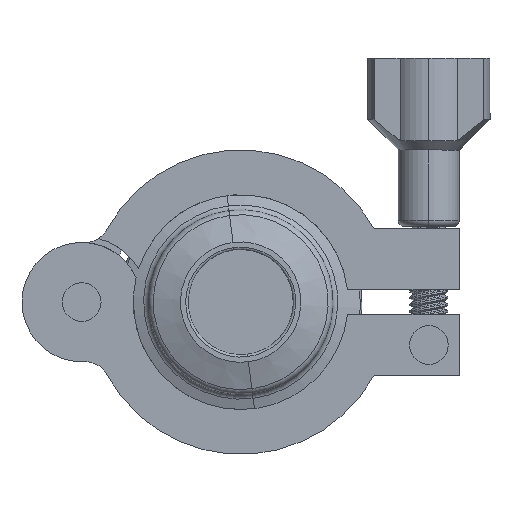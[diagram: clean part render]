
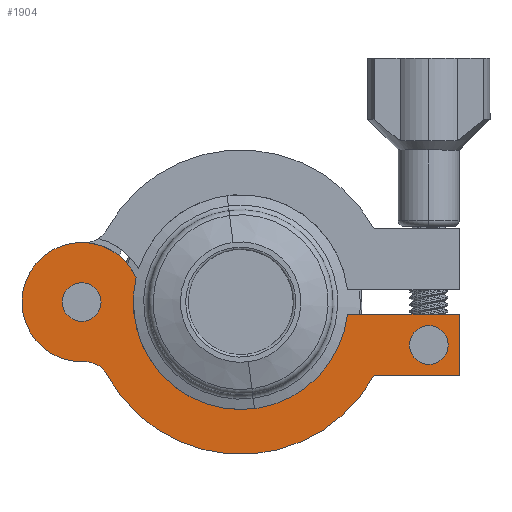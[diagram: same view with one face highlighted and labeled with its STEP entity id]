
A CAD part, front view. The second image highlights one B-rep face of the part: STEP entity #1904.
In plain terms, the highlighted planar face has unit normal (0, -1, 0).
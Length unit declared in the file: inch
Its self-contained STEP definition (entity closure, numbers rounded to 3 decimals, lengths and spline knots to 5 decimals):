
#23 = CARTESIAN_POINT ( 'NONE',  ( 1.5375, 0.19889, -0.50833 ) ) ;
#52 = VERTEX_POINT ( 'NONE', #4874 ) ;
#185 = VERTEX_POINT ( 'NONE', #8282 ) ;
#238 = CARTESIAN_POINT ( 'NONE',  ( 1.08974, 0.19889, -0.6 ) ) ;
#290 = DIRECTION ( 'NONE',  ( 1., 0., 0. ) ) ;
#309 = VERTEX_POINT ( 'NONE', #3317 ) ;
#314 = ORIENTED_EDGE ( 'NONE', *, *, #3125, .T. ) ;
#317 = VERTEX_POINT ( 'NONE', #23 ) ;
#331 = EDGE_CURVE ( 'Defeatured_0_24+Defeatured_0_20+Defeatured_0_23+Defeatured_0_17', #7403, #9610, #3647, .T. ) ;
#334 = DIRECTION ( 'NONE',  ( 1., 0., 0. ) ) ;
#342 = CARTESIAN_POINT ( 'NONE',  ( -1.29976, 0.19889, 0. ) ) ;
#491 = CARTESIAN_POINT ( 'NONE',  ( -1.29976, 0.19889, 0. ) ) ;
#493 = DIRECTION ( 'NONE',  ( -1., 0., 0. ) ) ;
#506 = FACE_BOUND ( 'NONE', #3094, .T. ) ;
#640 = DIRECTION ( 'NONE',  ( 0., 1., 0. ) ) ;
#720 = CARTESIAN_POINT ( 'NONE',  ( -1.29976, 0.19889, -0.15814 ) ) ;
#786 = DIRECTION ( 'NONE',  ( 0., 1., 0. ) ) ;
#880 = VECTOR ( 'NONE', #3146, 39.37008 ) ;
#1172 = PLANE ( 'NONE',  #5638 ) ;
#1180 = CIRCLE ( 'NONE', #6865, 0.2 ) ;
#1453 = EDGE_CURVE ( 'Defeatured_0_24+Defeatured_0_7+Defeatured_0_7+Defeatured_0_7', #8502, #185, #7352, .T. ) ;
#1670 = DIRECTION ( 'NONE',  ( 1., 0., 0. ) ) ;
#1904 = ADVANCED_FACE ( 'Defeatured_0_24', ( #506, #10088, #8348 ), #1172, .T. ) ;
#1977 = CARTESIAN_POINT ( 'NONE',  ( -1.09415, 0.19889, -0.59193 ) ) ;
#2038 = ORIENTED_EDGE ( 'NONE', *, *, #331, .T. ) ;
#2070 = DIRECTION ( 'NONE',  ( 0., 0., -1. ) ) ;
#2216 = DIRECTION ( 'NONE',  ( 0., 0., -1. ) ) ;
#2281 = CARTESIAN_POINT ( 'NONE',  ( -0.01073, 0.19889, -0.6 ) ) ;
#2314 = DIRECTION ( 'NONE',  ( 0., 1., 0. ) ) ;
#2476 = CARTESIAN_POINT ( 'NONE',  ( -1.27005, 0.19889, -0.6871 ) ) ;
#2540 = ORIENTED_EDGE ( 'NONE', *, *, #8343, .T. ) ;
#2773 = CIRCLE ( 'NONE', #3065, 0.878 ) ;
#2797 = VECTOR ( 'NONE', #3007, 39.37008 ) ;
#2854 = AXIS2_PLACEMENT_3D ( 'NONE', #3578, #6750, #290 ) ;
#3000 = VERTEX_POINT ( 'NONE', #6029 ) ;
#3007 = DIRECTION ( 'NONE',  ( 0., 0., 1. ) ) ;
#3015 = CARTESIAN_POINT ( 'NONE',  ( -0.85492, 0.19889, 0.2 ) ) ;
#3025 = CARTESIAN_POINT ( 'NONE',  ( 1.7875, 0.19889, -0.1 ) ) ;
#3042 = CARTESIAN_POINT ( 'NONE',  ( -1.29976, 0.19889, -0.48774 ) ) ;
#3065 = AXIS2_PLACEMENT_3D ( 'NONE', #7210, #786, #9629 ) ;
#3068 = VERTEX_POINT ( 'NONE', #3015 ) ;
#3094 = EDGE_LOOP ( 'NONE', ( #3542, #6364 ) ) ;
#3125 = EDGE_CURVE ( 'Defeatured_0_24+Defeatured_0_9+Defeatured_0_17+Defeatured_0_18', #6009, #52, #7098, .T. ) ;
#3146 = DIRECTION ( 'NONE',  ( 1., 0., 0. ) ) ;
#3317 = CARTESIAN_POINT ( 'NONE',  ( -1.29976, 0.19889, 0.48774 ) ) ;
#3386 = EDGE_CURVE ( 'Defeatured_0_24+Defeatured_0_17+Defeatured_0_20+Defeatured_0_9', #5323, #3068, #2773, .T. ) ;
#3514 = AXIS2_PLACEMENT_3D ( 'NONE', #4865, #5597, #8804 ) ;
#3542 = ORIENTED_EDGE ( 'NONE', *, *, #5137, .T. ) ;
#3578 = CARTESIAN_POINT ( 'NONE',  ( 0., 0.19889, 0. ) ) ;
#3596 = AXIS2_PLACEMENT_3D ( 'NONE', #5372, #8604, #4506 ) ;
#3604 = CARTESIAN_POINT ( 'NONE',  ( 1.5375, 0.19889, -0.35 ) ) ;
#3647 = LINE ( 'NONE', #5261, #6249 ) ;
#3761 = DIRECTION ( 'NONE',  ( 0., -1., 0. ) ) ;
#3807 = AXIS2_PLACEMENT_3D ( 'NONE', #9474, #640, #7025 ) ;
#3979 = EDGE_CURVE ( 'Defeatured_0_24+Defeatured_0_22+Defeatured_0_19+Defeatured_0_23', #6878, #10276, #7967, .T. ) ;
#3995 = EDGE_CURVE ( 'Defeatured_0_24+Defeatured_0_17+Defeatured_0_20+Defeatured_0_9', #9610, #5323, #9105, .T. ) ;
#4273 = ORIENTED_EDGE ( 'NONE', *, *, #9727, .T. ) ;
#4333 = ORIENTED_EDGE ( 'NONE', *, *, #5712, .T. ) ;
#4339 = EDGE_CURVE ( 'Defeatured_0_24+Defeatured_0_9+Defeatured_0_17+Defeatured_0_18', #3068, #309, #10083, .T. ) ;
#4487 = CARTESIAN_POINT ( 'NONE',  ( 1.7875, 0.19889, -0.6 ) ) ;
#4506 = DIRECTION ( 'NONE',  ( -1., 0., 0. ) ) ;
#4521 = CARTESIAN_POINT ( 'NONE',  ( -1.29976, 0.19889, 0. ) ) ;
#4677 = CARTESIAN_POINT ( 'NONE',  ( 1.7875, 0.19889, -0.37813 ) ) ;
#4752 = ORIENTED_EDGE ( 'NONE', *, *, #3995, .T. ) ;
#4863 = AXIS2_PLACEMENT_3D ( 'NONE', #342, #8251, #9173 ) ;
#4865 = CARTESIAN_POINT ( 'NONE',  ( -1.29976, 0.19889, 0. ) ) ;
#4874 = CARTESIAN_POINT ( 'NONE',  ( -1.27869, 0.19889, -0.48728 ) ) ;
#5099 = CIRCLE ( 'NONE', #3807, 0.15833 ) ;
#5137 = EDGE_CURVE ( 'Defeatured_0_24+Defeatured_0_2+Defeatured_0_2+Defeatured_0_2', #317, #3000, #5099, .T. ) ;
#5261 = CARTESIAN_POINT ( 'NONE',  ( -0.01073, 0.19889, -0.1 ) ) ;
#5281 = EDGE_LOOP ( 'NONE', ( #8890, #9861 ) ) ;
#5295 = CIRCLE ( 'NONE', #7319, 0.48774 ) ;
#5323 = VERTEX_POINT ( 'NONE', #7202 ) ;
#5372 = CARTESIAN_POINT ( 'NONE',  ( -1.29976, 0.19889, 0. ) ) ;
#5432 = CIRCLE ( 'NONE', #4863, 0.15814 ) ;
#5597 = DIRECTION ( 'NONE',  ( 0., 1., 0. ) ) ;
#5638 = AXIS2_PLACEMENT_3D ( 'NONE', #8194, #8262, #334 ) ;
#5673 = DIRECTION ( 'NONE',  ( 0., 1., 0. ) ) ;
#5712 = EDGE_CURVE ( 'Defeatured_0_24+Defeatured_0_19+Defeatured_0_18+Defeatured_0_22', #7258, #6878, #9340, .T. ) ;
#6009 = VERTEX_POINT ( 'NONE', #3042 ) ;
#6029 = CARTESIAN_POINT ( 'NONE',  ( 1.5375, 0.19889, -0.19167 ) ) ;
#6172 = CARTESIAN_POINT ( 'NONE',  ( 0., 0.19889, 0. ) ) ;
#6249 = VECTOR ( 'NONE', #493, 39.37008 ) ;
#6257 = EDGE_LOOP ( 'NONE', ( #6962, #2038, #4752, #7682, #8420, #2540, #314, #4273, #4333, #9075 ) ) ;
#6364 = ORIENTED_EDGE ( 'NONE', *, *, #9290, .T. ) ;
#6389 = AXIS2_PLACEMENT_3D ( 'NONE', #3604, #9956, #2070 ) ;
#6638 = LINE ( 'NONE', #4677, #2797 ) ;
#6750 = DIRECTION ( 'NONE',  ( 0., -1., 0. ) ) ;
#6865 = AXIS2_PLACEMENT_3D ( 'NONE', #2476, #5673, #1670 ) ;
#6878 = VERTEX_POINT ( 'NONE', #238 ) ;
#6962 = ORIENTED_EDGE ( 'NONE', *, *, #9528, .T. ) ;
#7025 = DIRECTION ( 'NONE',  ( 0., 0., -1. ) ) ;
#7098 = CIRCLE ( 'NONE', #3596, 0.48774 ) ;
#7202 = CARTESIAN_POINT ( 'NONE',  ( 0., 0.19889, -0.878 ) ) ;
#7210 = CARTESIAN_POINT ( 'NONE',  ( 0., 0.19889, 0. ) ) ;
#7258 = VERTEX_POINT ( 'NONE', #1977 ) ;
#7319 = AXIS2_PLACEMENT_3D ( 'NONE', #4521, #3761, #7775 ) ;
#7352 = CIRCLE ( 'NONE', #3514, 0.15814 ) ;
#7403 = VERTEX_POINT ( 'NONE', #3025 ) ;
#7651 = DIRECTION ( 'NONE',  ( -1., 0., 0. ) ) ;
#7682 = ORIENTED_EDGE ( 'NONE', *, *, #3386, .T. ) ;
#7706 = EDGE_CURVE ( 'Defeatured_0_24+Defeatured_0_7+Defeatured_0_7+Defeatured_0_7', #185, #8502, #5432, .T. ) ;
#7775 = DIRECTION ( 'NONE',  ( -1., 0., 0. ) ) ;
#7890 = CARTESIAN_POINT ( 'NONE',  ( 0.87229, 0.19889, -0.1 ) ) ;
#7967 = LINE ( 'NONE', #2281, #880 ) ;
#8112 = AXIS2_PLACEMENT_3D ( 'NONE', #491, #10059, #7651 ) ;
#8194 = CARTESIAN_POINT ( 'NONE',  ( -1.80895, 0.19889, -1.25439 ) ) ;
#8251 = DIRECTION ( 'NONE',  ( 0., 1., 0. ) ) ;
#8262 = DIRECTION ( 'NONE',  ( 0., -1., 0. ) ) ;
#8282 = CARTESIAN_POINT ( 'NONE',  ( -1.29976, 0.19889, 0.15814 ) ) ;
#8327 = AXIS2_PLACEMENT_3D ( 'NONE', #6172, #2314, #2216 ) ;
#8343 = EDGE_CURVE ( 'Defeatured_0_24+Defeatured_0_9+Defeatured_0_17+Defeatured_0_18', #309, #6009, #5295, .T. ) ;
#8348 = FACE_OUTER_BOUND ( 'NONE', #6257, .T. ) ;
#8420 = ORIENTED_EDGE ( 'NONE', *, *, #4339, .T. ) ;
#8502 = VERTEX_POINT ( 'NONE', #720 ) ;
#8604 = DIRECTION ( 'NONE',  ( 0., -1., 0. ) ) ;
#8804 = DIRECTION ( 'NONE',  ( 0., 0., -1. ) ) ;
#8890 = ORIENTED_EDGE ( 'NONE', *, *, #1453, .T. ) ;
#9075 = ORIENTED_EDGE ( 'NONE', *, *, #3979, .T. ) ;
#9105 = CIRCLE ( 'NONE', #8327, 0.878 ) ;
#9173 = DIRECTION ( 'NONE',  ( 0., 0., -1. ) ) ;
#9290 = EDGE_CURVE ( 'Defeatured_0_24+Defeatured_0_2+Defeatured_0_2+Defeatured_0_2', #3000, #317, #9634, .T. ) ;
#9340 = CIRCLE ( 'NONE', #2854, 1.244 ) ;
#9474 = CARTESIAN_POINT ( 'NONE',  ( 1.5375, 0.19889, -0.35 ) ) ;
#9528 = EDGE_CURVE ( 'Defeatured_0_24+Defeatured_0_23+Defeatured_0_22+Defeatured_0_20', #10276, #7403, #6638, .T. ) ;
#9610 = VERTEX_POINT ( 'NONE', #7890 ) ;
#9629 = DIRECTION ( 'NONE',  ( 0., 0., -1. ) ) ;
#9634 = CIRCLE ( 'NONE', #6389, 0.15833 ) ;
#9727 = EDGE_CURVE ( 'Defeatured_0_24+Defeatured_0_18+Defeatured_0_9+Defeatured_0_19', #52, #7258, #1180, .T. ) ;
#9861 = ORIENTED_EDGE ( 'NONE', *, *, #7706, .T. ) ;
#9956 = DIRECTION ( 'NONE',  ( 0., 1., 0. ) ) ;
#10059 = DIRECTION ( 'NONE',  ( 0., -1., 0. ) ) ;
#10083 = CIRCLE ( 'NONE', #8112, 0.48774 ) ;
#10088 = FACE_BOUND ( 'NONE', #5281, .T. ) ;
#10276 = VERTEX_POINT ( 'NONE', #4487 ) ;
